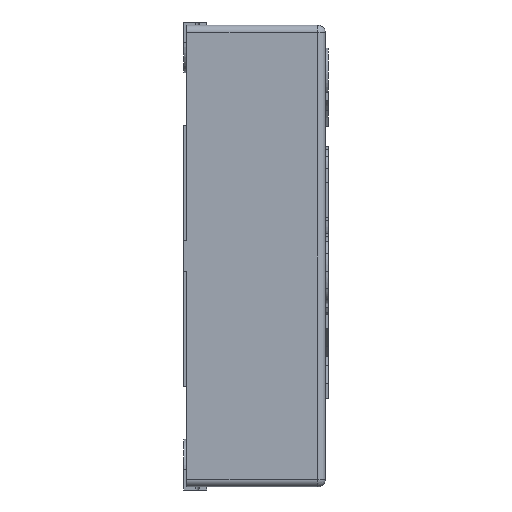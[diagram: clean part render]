
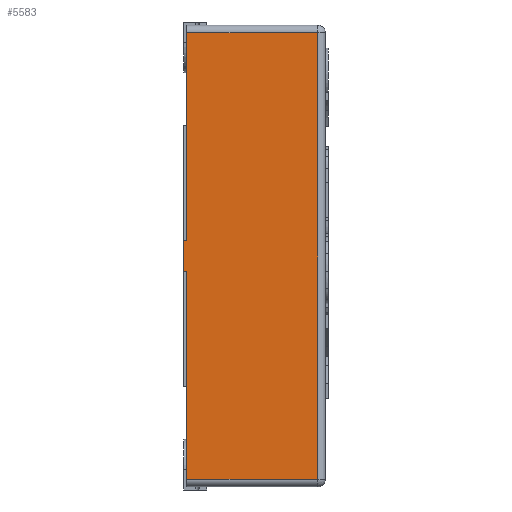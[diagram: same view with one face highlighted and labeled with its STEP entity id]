
A CAD part, left-side view. The second image highlights one B-rep face of the part: STEP entity #5583.
In plain terms, the highlighted planar face has unit normal (-1, 0, 0).
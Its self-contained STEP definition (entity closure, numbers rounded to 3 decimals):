
#718=FACE_OUTER_BOUND('',#1032,.T.);
#1032=EDGE_LOOP('',(#4570,#4571,#4572,#4573,#4574,#4575,#4576,#4577));
#1381=LINE('',#10192,#1899);
#1382=LINE('',#10195,#1900);
#1383=LINE('',#10197,#1901);
#1384=LINE('',#10199,#1902);
#1385=LINE('',#10201,#1903);
#1386=LINE('',#10203,#1904);
#1387=LINE('',#10205,#1905);
#1388=LINE('',#10206,#1906);
#1899=VECTOR('',#6267,10.);
#1900=VECTOR('',#6270,10.);
#1901=VECTOR('',#6271,10.);
#1902=VECTOR('',#6272,10.);
#1903=VECTOR('',#6273,10.);
#1904=VECTOR('',#6274,10.);
#1905=VECTOR('',#6275,10.);
#1906=VECTOR('',#6276,10.);
#2523=VERTEX_POINT('',#10182);
#2525=VERTEX_POINT('',#10188);
#2527=VERTEX_POINT('',#10194);
#2528=VERTEX_POINT('',#10196);
#2529=VERTEX_POINT('',#10198);
#2530=VERTEX_POINT('',#10200);
#2531=VERTEX_POINT('',#10202);
#2532=VERTEX_POINT('',#10204);
#3247=EDGE_CURVE('',#2523,#2525,#1381,.T.);
#3248=EDGE_CURVE('',#2527,#2523,#1382,.T.);
#3249=EDGE_CURVE('',#2528,#2527,#1383,.T.);
#3250=EDGE_CURVE('',#2529,#2528,#1384,.T.);
#3251=EDGE_CURVE('',#2529,#2530,#1385,.T.);
#3252=EDGE_CURVE('',#2531,#2530,#1386,.T.);
#3253=EDGE_CURVE('',#2532,#2531,#1387,.T.);
#3254=EDGE_CURVE('',#2525,#2532,#1388,.T.);
#4570=ORIENTED_EDGE('',*,*,#3247,.F.);
#4571=ORIENTED_EDGE('',*,*,#3248,.F.);
#4572=ORIENTED_EDGE('',*,*,#3249,.F.);
#4573=ORIENTED_EDGE('',*,*,#3250,.F.);
#4574=ORIENTED_EDGE('',*,*,#3251,.T.);
#4575=ORIENTED_EDGE('',*,*,#3252,.F.);
#4576=ORIENTED_EDGE('',*,*,#3253,.F.);
#4577=ORIENTED_EDGE('',*,*,#3254,.F.);
#5310=PLANE('',#5770);
#5583=ADVANCED_FACE('',(#718),#5310,.T.);
#5770=AXIS2_PLACEMENT_3D('',#10193,#6268,#6269);
#6267=DIRECTION('',(0.,1.,0.));
#6268=DIRECTION('center_axis',(-1.,0.,0.));
#6269=DIRECTION('ref_axis',(0.,0.,1.));
#6270=DIRECTION('',(0.,0.,-1.));
#6271=DIRECTION('',(0.,-1.,0.));
#6272=DIRECTION('',(0.,0.,1.));
#6273=DIRECTION('',(0.,1.,0.));
#6274=DIRECTION('',(0.,0.,1.));
#6275=DIRECTION('',(0.,1.,0.));
#6276=DIRECTION('',(0.,0.,1.));
#10182=CARTESIAN_POINT('',(0.,0.05,0.05));
#10188=CARTESIAN_POINT('',(0.,0.9,0.05));
#10192=CARTESIAN_POINT('',(0.,0.,0.05));
#10193=CARTESIAN_POINT('Origin',(0.,0.,0.));
#10194=CARTESIAN_POINT('',(0.,0.05,2.95));
#10195=CARTESIAN_POINT('',(0.,0.05,0.75));
#10196=CARTESIAN_POINT('',(0.,0.9,2.95));
#10197=CARTESIAN_POINT('',(0.,0.,2.95));
#10198=CARTESIAN_POINT('',(0.,0.9,1.6));
#10199=CARTESIAN_POINT('',(0.,0.9,3.));
#10200=CARTESIAN_POINT('',(0.,0.92,1.6));
#10201=CARTESIAN_POINT('',(0.,0.9,1.6));
#10202=CARTESIAN_POINT('',(0.,0.92,1.4));
#10203=CARTESIAN_POINT('',(0.,0.92,1.6));
#10204=CARTESIAN_POINT('',(0.,0.9,1.4));
#10205=CARTESIAN_POINT('',(0.,0.9,1.4));
#10206=CARTESIAN_POINT('',(0.,0.9,3.));
